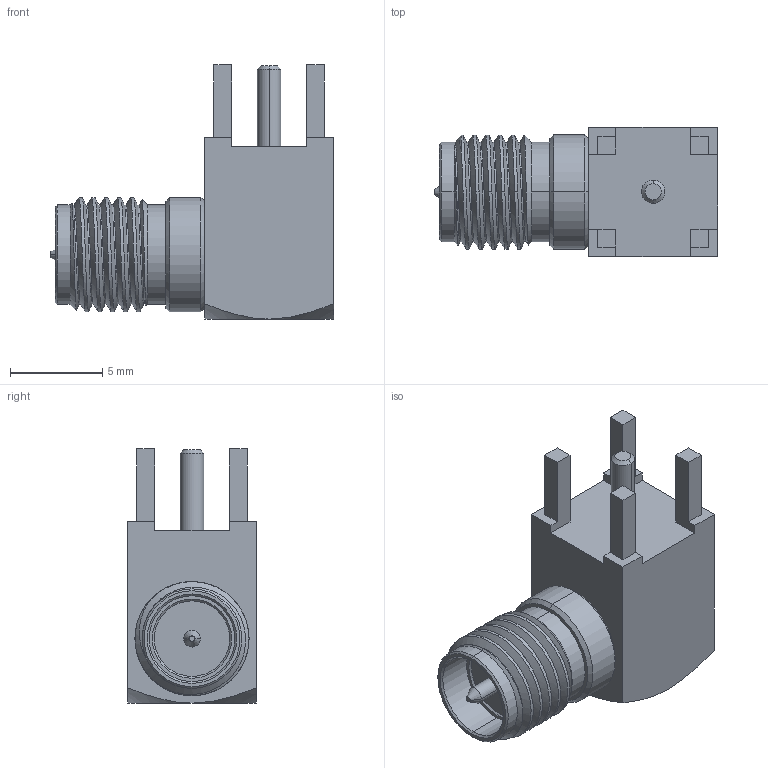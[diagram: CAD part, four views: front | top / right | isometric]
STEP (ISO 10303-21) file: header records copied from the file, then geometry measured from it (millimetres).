
FILE_DESCRIPTION((''),'2;1');
FILE_NAME('RSMA6252A2-3GT50G-50_SW0001','2019-12-11T',('Kaviyarasan'),(''),'CREO PARAMETRIC BY PTC INC, 2018360','CREO PARAMETRIC BY PTC INC, 2018360','');
FILE_SCHEMA(('CONFIG_CONTROL_DESIGN'));
Length unit declared in the file: millimetre
Products named in the file (1): RSMA6252A2-3GT50G-50_SW0001
Bounding box: 15.37 x 7 x 13.8 mm (x, y, z)
Volume: 658.8 mm3; surface area: 687.2 mm2
Topology: 1 solids, 1 shells, 297 faces, 760 edges, 472 vertices
Faces by surface type: cylinder 192, plane 75, cone 24, bspline 6
Entity records: 12390 total; most frequent: CARTESIAN_POINT 4985, DIRECTION 1666, ORIENTED_EDGE 1520, EDGE_CURVE 760, AXIS2_PLACEMENT_3D 687, VERTEX_POINT 472, CIRCLE 396, EDGE_LOOP 304
